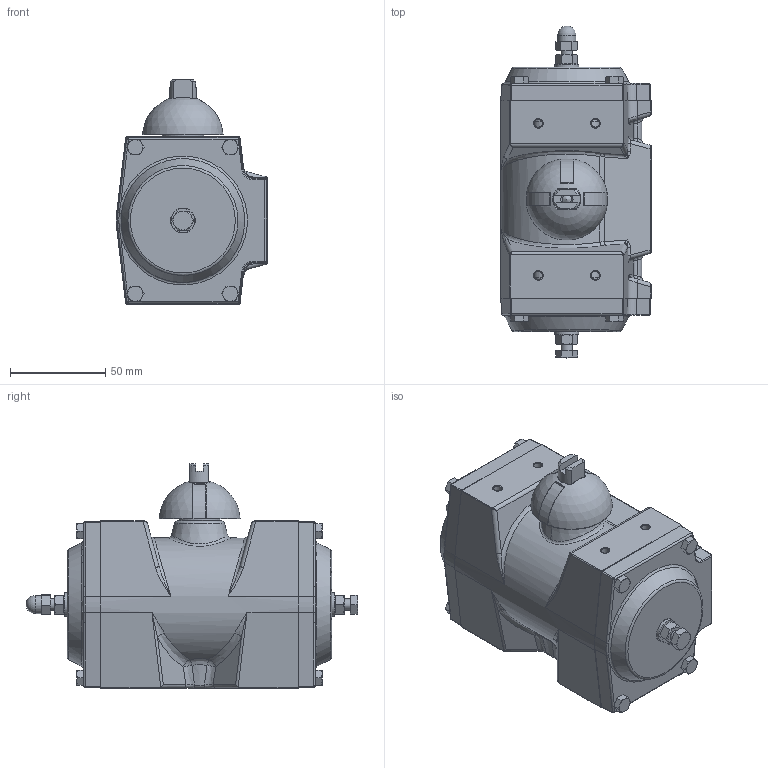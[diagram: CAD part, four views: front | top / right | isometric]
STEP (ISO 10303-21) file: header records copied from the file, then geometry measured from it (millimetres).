
FILE_DESCRIPTION(/* description */ ('Unknown'),/* implementation_level */ '2;1');
FILE_NAME(/* name */ 'GTS-63X90',/* time_stamp */ '2018-10-01T14:58:06+02:00',/* author */ ('Unknown'),/* organization */ ('Unknown'),/* preprocessor_version */ 'ST-DEVELOPER v16.7',/* originating_system */ 'DEX',/* authorisation */ $);
FILE_SCHEMA (('AUTOMOTIVE_DESIGN { 1 0 10303 214 3 1 1 }','AUTOMOTIVE_DESIGN {1 0 10303 214 3 1 1}'));
Length unit declared in the file: millimetre
Products named in the file (1): GTS-63X90
Bounding box: 79.57 x 174.6 x 118 mm (x, y, z)
Surface area: 77570 mm2 (no closed solid volume)
Topology: 0 solids, 48 shells, 708 faces, 1990 edges, 1258 vertices
Faces by surface type: plane 224, cylinder 192, cone 127, bspline 126, torus 24, sphere 15
Full cylindrical faces by diameter (mm): 4 x1, 4.134 x8, 4.917 x5, 6 x2, 6.647 x4, 8.566 x3, 9.5 x1, 12.5 x2, 13 x2, 14 x2, 18.8 x1, 22 x1, 25.3 x1
Entity records: 24251 total; most frequent: CARTESIAN_POINT 7364, DIRECTION 3403, ORIENTED_EDGE 3177, EDGE_CURVE 1807, AXIS2_PLACEMENT_3D 1379, VERTEX_POINT 1210, FACE_BOUND 857, EDGE_LOOP 843
